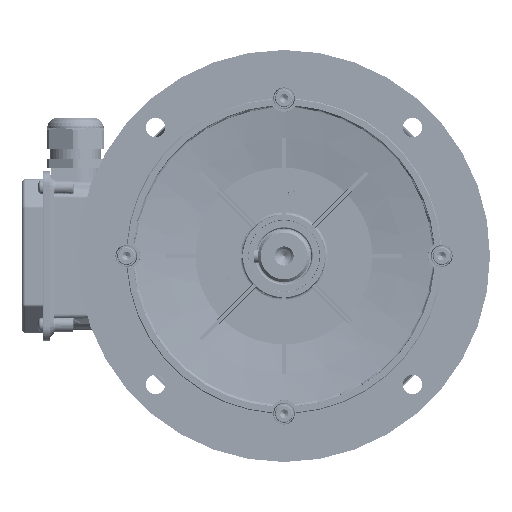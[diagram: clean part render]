
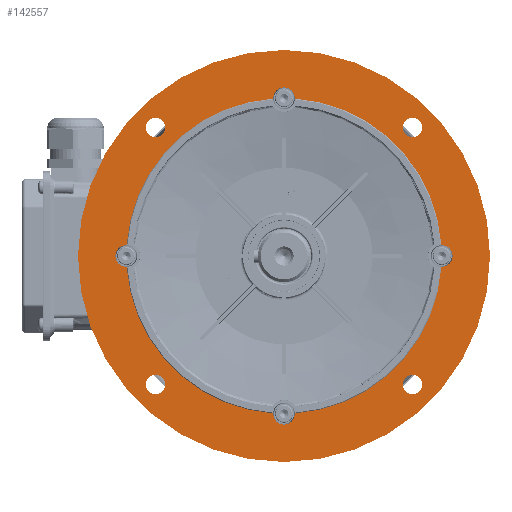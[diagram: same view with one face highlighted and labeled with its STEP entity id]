
A CAD part, left-side view. The second image highlights one B-rep face of the part: STEP entity #142557.
In plain terms, the highlighted face is planar.
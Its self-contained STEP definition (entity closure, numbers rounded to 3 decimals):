
#141894=CARTESIAN_POINT('',(-7.917,114.727,4.5));
#141895=VERTEX_POINT('',#141894);
#141903=CARTESIAN_POINT('',(7.917,114.727,4.5));
#141904=VERTEX_POINT('',#141903);
#141905=CARTESIAN_POINT('',(0.,115.,4.5));
#141906=DIRECTION('',(0.0,0.0,-1.0));
#141907=DIRECTION('',(-1.0,0.0,0.0));
#141908=AXIS2_PLACEMENT_3D('',#141905,#141906,#141907);
#141909=CIRCLE('',#141908,7.921);
#141910=EDGE_CURVE('',#141895,#141904,#141909,.T.);
#142114=CARTESIAN_POINT('',(114.727,7.917,4.5));
#142115=VERTEX_POINT('',#142114);
#142123=CARTESIAN_POINT('',(114.727,-7.917,4.5));
#142124=VERTEX_POINT('',#142123);
#142125=CARTESIAN_POINT('',(115.,0.,4.5));
#142126=DIRECTION('',(0.0,0.0,-1.0));
#142127=DIRECTION('',(-1.0,0.0,0.0));
#142128=AXIS2_PLACEMENT_3D('',#142125,#142126,#142127);
#142129=CIRCLE('',#142128,7.921);
#142130=EDGE_CURVE('',#142115,#142124,#142129,.T.);
#142189=CARTESIAN_POINT('',(-114.727,7.917,4.5));
#142190=VERTEX_POINT('',#142189);
#142198=CARTESIAN_POINT('',(0.0,0.0,4.5));
#142199=DIRECTION('',(0.0,0.0,-1.0));
#142200=DIRECTION('',(-1.0,0.0,0.0));
#142201=AXIS2_PLACEMENT_3D('',#142198,#142199,#142200);
#142202=CIRCLE('',#142201,115.0);
#142203=EDGE_CURVE('',#142190,#141895,#142202,.T.);
#142254=CARTESIAN_POINT('',(7.917,-114.727,4.5));
#142255=VERTEX_POINT('',#142254);
#142263=CARTESIAN_POINT('',(-7.917,-114.727,4.5));
#142264=VERTEX_POINT('',#142263);
#142265=CARTESIAN_POINT('',(0.,-115.,4.5));
#142266=DIRECTION('',(0.0,0.0,-1.0));
#142267=DIRECTION('',(-1.0,0.0,0.0));
#142268=AXIS2_PLACEMENT_3D('',#142265,#142266,#142267);
#142269=CIRCLE('',#142268,7.921);
#142270=EDGE_CURVE('',#142255,#142264,#142269,.T.);
#142438=CARTESIAN_POINT('',(-114.727,-7.917,4.5));
#142439=VERTEX_POINT('',#142438);
#142440=CARTESIAN_POINT('',(0.0,0.0,4.5));
#142441=DIRECTION('',(0.0,0.0,-1.0));
#142442=DIRECTION('',(-1.0,0.0,0.0));
#142443=AXIS2_PLACEMENT_3D('',#142440,#142441,#142442);
#142444=CIRCLE('',#142443,115.0);
#142445=EDGE_CURVE('',#142264,#142439,#142444,.T.);
#142464=CARTESIAN_POINT('',(0.0,0.0,4.5));
#142465=DIRECTION('',(0.0,0.0,-1.0));
#142466=DIRECTION('',(-1.0,0.0,0.0));
#142467=AXIS2_PLACEMENT_3D('',#142464,#142465,#142466);
#142468=CIRCLE('',#142467,115.0);
#142469=EDGE_CURVE('',#142124,#142255,#142468,.T.);
#142475=CARTESIAN_POINT('',(-157.5,0.0,4.5));
#142476=DIRECTION('',(0.0,0.0,1.0));
#142477=DIRECTION('',(1.0,0.0,0.0));
#142478=AXIS2_PLACEMENT_3D('',#142475,#142476,#142477);
#142479=PLANE('',#142478);
#142480=CARTESIAN_POINT('',(150.17,0.,4.5));
#142481=VERTEX_POINT('',#142480);
#142482=CARTESIAN_POINT('',(0.,0.,4.5));
#142483=DIRECTION('',(0.0,0.0,1.0));
#142484=DIRECTION('',(-1.0,0.0,0.0));
#142485=AXIS2_PLACEMENT_3D('',#142482,#142483,#142484);
#142486=CIRCLE('',#142485,150.17);
#142487=EDGE_CURVE('',#142481,#142481,#142486,.T.);
#142488=ORIENTED_EDGE('',*,*,#142487,.F.);
#142489=EDGE_LOOP('',(#142488));
#142490=FACE_OUTER_BOUND('',#142489,.T.);
#142491=ORIENTED_EDGE('',*,*,#142130,.F.);
#142492=CARTESIAN_POINT('',(0.0,0.0,4.5));
#142493=DIRECTION('',(0.0,0.0,-1.0));
#142494=DIRECTION('',(-1.0,0.0,0.0));
#142495=AXIS2_PLACEMENT_3D('',#142492,#142493,#142494);
#142496=CIRCLE('',#142495,115.0);
#142497=EDGE_CURVE('',#141904,#142115,#142496,.T.);
#142498=ORIENTED_EDGE('',*,*,#142497,.F.);
#142499=ORIENTED_EDGE('',*,*,#141910,.F.);
#142500=ORIENTED_EDGE('',*,*,#142203,.F.);
#142501=CARTESIAN_POINT('',(-115.,0.,4.5));
#142502=DIRECTION('',(0.0,0.0,-1.0));
#142503=DIRECTION('',(-1.0,0.0,0.0));
#142504=AXIS2_PLACEMENT_3D('',#142501,#142502,#142503);
#142505=CIRCLE('',#142504,7.921);
#142506=EDGE_CURVE('',#142439,#142190,#142505,.T.);
#142507=ORIENTED_EDGE('',*,*,#142506,.F.);
#142508=ORIENTED_EDGE('',*,*,#142445,.F.);
#142509=ORIENTED_EDGE('',*,*,#142270,.F.);
#142510=ORIENTED_EDGE('',*,*,#142469,.F.);
#142511=EDGE_LOOP('',(#142491,#142498,#142499,#142500,#142507,#142508,#142509,#142510));
#142512=FACE_BOUND('',#142511,.T.);
#142513=CARTESIAN_POINT('',(100.692,-93.692,4.5));
#142514=VERTEX_POINT('',#142513);
#142515=CARTESIAN_POINT('',(93.692,-93.692,4.5));
#142516=DIRECTION('',(0.0,0.0,-1.0));
#142517=DIRECTION('',(-1.0,0.0,0.0));
#142518=AXIS2_PLACEMENT_3D('',#142515,#142516,#142517);
#142519=CIRCLE('',#142518,7.);
#142520=EDGE_CURVE('',#142514,#142514,#142519,.T.);
#142521=ORIENTED_EDGE('',*,*,#142520,.F.);
#142522=EDGE_LOOP('',(#142521));
#142523=FACE_BOUND('',#142522,.T.);
#142524=CARTESIAN_POINT('',(-86.692,-93.692,4.5));
#142525=VERTEX_POINT('',#142524);
#142526=CARTESIAN_POINT('',(-93.692,-93.692,4.5));
#142527=DIRECTION('',(0.0,0.0,-1.0));
#142528=DIRECTION('',(-1.0,0.0,0.0));
#142529=AXIS2_PLACEMENT_3D('',#142526,#142527,#142528);
#142530=CIRCLE('',#142529,7.);
#142531=EDGE_CURVE('',#142525,#142525,#142530,.T.);
#142532=ORIENTED_EDGE('',*,*,#142531,.F.);
#142533=EDGE_LOOP('',(#142532));
#142534=FACE_BOUND('',#142533,.T.);
#142535=CARTESIAN_POINT('',(-86.692,93.692,4.5));
#142536=VERTEX_POINT('',#142535);
#142537=CARTESIAN_POINT('',(-93.692,93.692,4.5));
#142538=DIRECTION('',(0.0,0.0,-1.0));
#142539=DIRECTION('',(-1.0,0.0,0.0));
#142540=AXIS2_PLACEMENT_3D('',#142537,#142538,#142539);
#142541=CIRCLE('',#142540,7.);
#142542=EDGE_CURVE('',#142536,#142536,#142541,.T.);
#142543=ORIENTED_EDGE('',*,*,#142542,.F.);
#142544=EDGE_LOOP('',(#142543));
#142545=FACE_BOUND('',#142544,.T.);
#142546=CARTESIAN_POINT('',(100.692,93.692,4.5));
#142547=VERTEX_POINT('',#142546);
#142548=CARTESIAN_POINT('',(93.692,93.692,4.5));
#142549=DIRECTION('',(0.0,0.0,-1.0));
#142550=DIRECTION('',(-1.0,0.0,0.0));
#142551=AXIS2_PLACEMENT_3D('',#142548,#142549,#142550);
#142552=CIRCLE('',#142551,7.);
#142553=EDGE_CURVE('',#142547,#142547,#142552,.T.);
#142554=ORIENTED_EDGE('',*,*,#142553,.F.);
#142555=EDGE_LOOP('',(#142554));
#142556=FACE_BOUND('',#142555,.T.);
#142557=ADVANCED_FACE('',(#142490,#142512,#142523,#142534,#142545,#142556),#142479,.F.);
